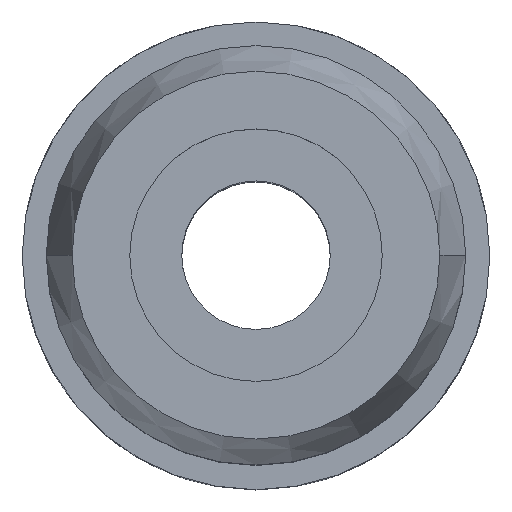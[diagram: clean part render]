
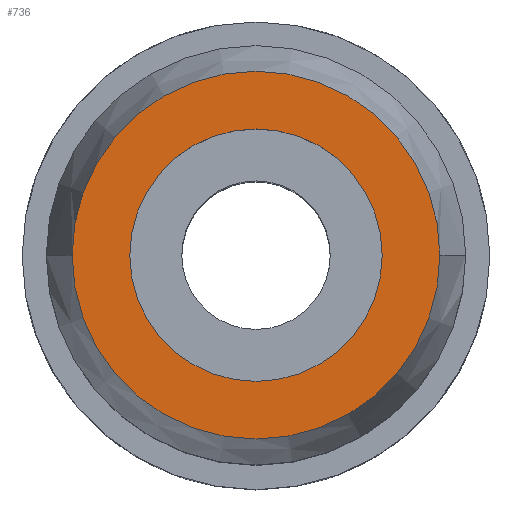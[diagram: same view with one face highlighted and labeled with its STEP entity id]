
A CAD part, top view. The second image highlights one B-rep face of the part: STEP entity #736.
In plain terms, the highlighted planar face has unit normal (0, 0, 1).
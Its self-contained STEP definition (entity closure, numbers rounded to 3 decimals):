
#45 = CARTESIAN_POINT ( 'NONE',  ( -17., 0., 75. ) ) ;
#182 = CARTESIAN_POINT ( 'NONE',  ( 0., 0., 75. ) ) ;
#303 = AXIS2_PLACEMENT_3D ( 'NONE', #647, #3619, #1076 ) ;
#329 = CARTESIAN_POINT ( 'NONE',  ( 0., 0., 75. ) ) ;
#416 = VERTEX_POINT ( 'NONE', #2659 ) ;
#447 = ORIENTED_EDGE ( 'NONE', *, *, #3873, .T. ) ;
#537 = AXIS2_PLACEMENT_3D ( 'NONE', #2455, #5437, #2887 ) ;
#621 = CIRCLE ( 'NONE', #3967, 24.77 ) ;
#626 = DIRECTION ( 'NONE',  ( -1., 0., 0. ) ) ;
#647 = CARTESIAN_POINT ( 'NONE',  ( 0., 0., 75. ) ) ;
#736 = ADVANCED_FACE ( 'NONE', ( #4371, #1937 ), #4067, .T. ) ;
#780 = DIRECTION ( 'NONE',  ( -1., 0., 0. ) ) ;
#898 = CIRCLE ( 'NONE', #303, 17. ) ;
#1076 = DIRECTION ( 'NONE',  ( -1., 0., 0. ) ) ;
#1161 = ORIENTED_EDGE ( 'NONE', *, *, #3808, .F. ) ;
#1302 = AXIS2_PLACEMENT_3D ( 'NONE', #3152, #2296, #2312 ) ;
#1582 = EDGE_CURVE ( 'NONE', #4456, #3389, #4314, .T. ) ;
#1937 = FACE_OUTER_BOUND ( 'NONE', #3496, .T. ) ;
#2075 = CARTESIAN_POINT ( 'NONE',  ( 24.77, 0., 75. ) ) ;
#2267 = EDGE_LOOP ( 'NONE', ( #3823, #447 ) ) ;
#2296 = DIRECTION ( 'NONE',  ( 0., 0., 1. ) ) ;
#2312 = DIRECTION ( 'NONE',  ( 1., 0., 0. ) ) ;
#2455 = CARTESIAN_POINT ( 'NONE',  ( 0., 0., 75. ) ) ;
#2659 = CARTESIAN_POINT ( 'NONE',  ( -24.77, 0., 75. ) ) ;
#2887 = DIRECTION ( 'NONE',  ( -1., 0., 0. ) ) ;
#3152 = CARTESIAN_POINT ( 'NONE',  ( 0., 24.77, 75. ) ) ;
#3171 = CIRCLE ( 'NONE', #4703, 24.77 ) ;
#3177 = DIRECTION ( 'NONE',  ( 0., 0., -1. ) ) ;
#3326 = DIRECTION ( 'NONE',  ( 0., 0., -1. ) ) ;
#3389 = VERTEX_POINT ( 'NONE', #3708 ) ;
#3417 = EDGE_CURVE ( 'NONE', #3592, #416, #621, .T. ) ;
#3496 = EDGE_LOOP ( 'NONE', ( #1161, #5015 ) ) ;
#3592 = VERTEX_POINT ( 'NONE', #2075 ) ;
#3619 = DIRECTION ( 'NONE',  ( 0., 0., -1. ) ) ;
#3708 = CARTESIAN_POINT ( 'NONE',  ( 17., 0., 75. ) ) ;
#3808 = EDGE_CURVE ( 'NONE', #416, #3592, #3171, .T. ) ;
#3823 = ORIENTED_EDGE ( 'NONE', *, *, #1582, .T. ) ;
#3873 = EDGE_CURVE ( 'NONE', #3389, #4456, #898, .T. ) ;
#3967 = AXIS2_PLACEMENT_3D ( 'NONE', #329, #3326, #780 ) ;
#4067 = PLANE ( 'NONE',  #1302 ) ;
#4314 = CIRCLE ( 'NONE', #537, 17. ) ;
#4371 = FACE_BOUND ( 'NONE', #2267, .T. ) ;
#4456 = VERTEX_POINT ( 'NONE', #45 ) ;
#4703 = AXIS2_PLACEMENT_3D ( 'NONE', #182, #3177, #626 ) ;
#5015 = ORIENTED_EDGE ( 'NONE', *, *, #3417, .F. ) ;
#5437 = DIRECTION ( 'NONE',  ( 0., 0., -1. ) ) ;
